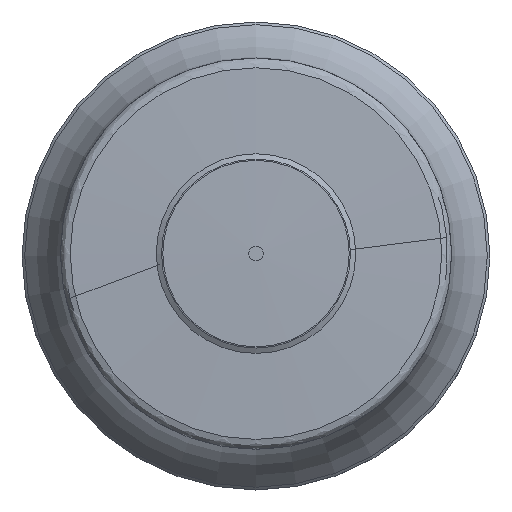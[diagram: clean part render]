
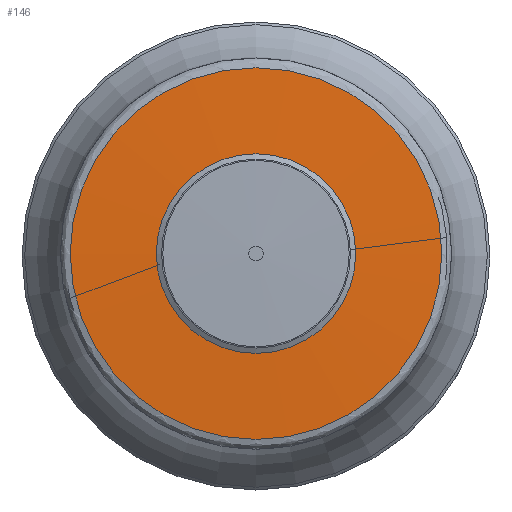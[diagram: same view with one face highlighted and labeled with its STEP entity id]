
A CAD part, top view. The second image highlights one B-rep face of the part: STEP entity #146.
In plain terms, the highlighted face is a revolution surface.
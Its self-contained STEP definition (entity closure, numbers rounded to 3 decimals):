
#34=SURFACE_OF_REVOLUTION('',#81,#40);
#40=AXIS1_PLACEMENT('',#748,#589);
#81=B_SPLINE_CURVE_WITH_KNOTS('',5,(#742,#743,#744,#745,#746,#747),
 .UNSPECIFIED.,.F.,.F.,(6,6),(0.,1.),.UNSPECIFIED.);
#146=ADVANCED_FACE('',(#195,#196),#34,.F.);
#195=FACE_BOUND('',#246,.T.);
#196=FACE_BOUND('',#247,.T.);
#246=EDGE_LOOP('',(#322));
#247=EDGE_LOOP('',(#323));
#322=ORIENTED_EDGE('',*,*,#398,.T.);
#323=ORIENTED_EDGE('',*,*,#397,.F.);
#359=VERTEX_POINT('',#720);
#360=VERTEX_POINT('',#741);
#397=EDGE_CURVE('',#359,#359,#421,.T.);
#398=EDGE_CURVE('',#360,#360,#422,.T.);
#421=CIRCLE('',#473,21.841);
#422=CIRCLE('',#474,11.728);
#473=AXIS2_PLACEMENT_3D('',#719,#584,#585);
#474=AXIS2_PLACEMENT_3D('',#740,#587,#588);
#584=DIRECTION('',(0.,0.,-1.));
#585=DIRECTION('',(-1.,0.,0.));
#587=DIRECTION('',(0.,0.,-1.));
#588=DIRECTION('',(-1.,0.,0.));
#589=DIRECTION('',(0.,0.,-1.));
#719=CARTESIAN_POINT('',(0.,0.,164.043));
#720=CARTESIAN_POINT('',(-21.841,0.,164.043));
#740=CARTESIAN_POINT('',(0.,0.,164.405));
#741=CARTESIAN_POINT('',(-11.728,0.,164.405));
#742=CARTESIAN_POINT('',(21.841,0.,164.043));
#743=CARTESIAN_POINT('',(19.818,0.,164.115));
#744=CARTESIAN_POINT('',(17.796,0.,164.188));
#745=CARTESIAN_POINT('',(15.773,0.,164.26));
#746=CARTESIAN_POINT('',(13.751,0.,164.333));
#747=CARTESIAN_POINT('',(11.728,0.,164.405));
#748=CARTESIAN_POINT('',(0.,0.,0.));
